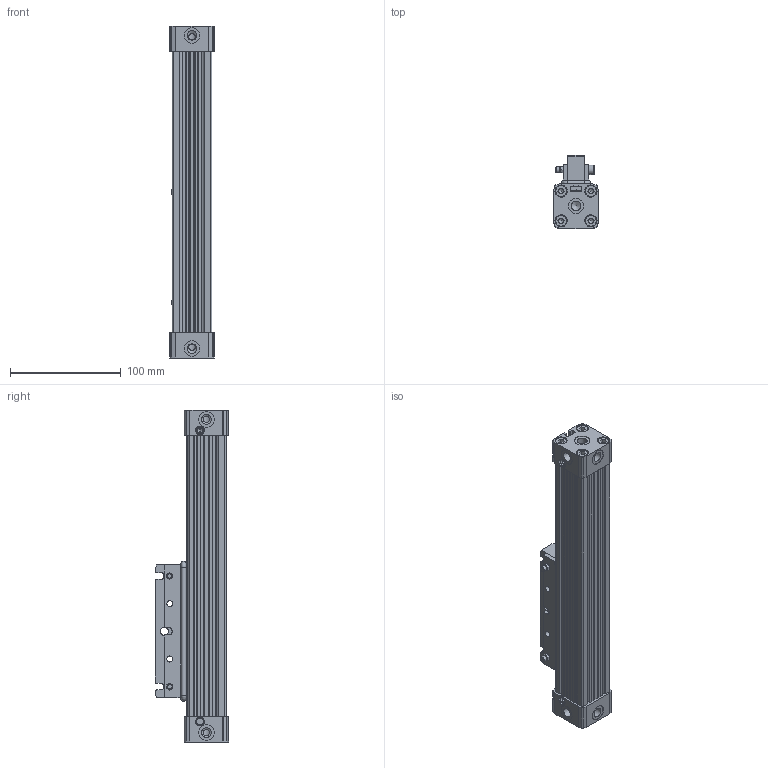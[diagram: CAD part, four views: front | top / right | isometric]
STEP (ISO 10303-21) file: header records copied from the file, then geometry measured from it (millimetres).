
FILE_DESCRIPTION(/* implementation_level */ '2;1');
FILE_NAME(/* name */ 'PL25 - P1 - 0100.stp',/* time_stamp */ '18-Jan-2021 09:33:42',/* author */ ('MEDAN GmbH-H.By.'),/* organization */ (''), /* preprocessor_version */ 'ST-DEVELOPER v11',/* originating_system */ 'SIEMENS PLM Software NX 7.5',/* authorisation */ '');
FILE_SCHEMA (('AUTOMOTIVE_DESIGN { 1 0 10303 214 1 1 1 1 }'));
Bounding box: 40 x 66 x 300 mm (x, y, z)
Volume: 330576.7 mm3; surface area: 154675.4 mm2
Topology: 25 solids, 25 shells, 910 faces, 2336 edges, 1509 vertices
Faces by surface type: plane 485, cylinder 293, cone 106, torus 26
Full cylindrical faces by diameter (mm): 2 x1, 2.5 x1, 2.874 x4, 3.1 x4, 3.5 x4, 4 x2, 4.2 x12, 4.351 x3, 4.5 x5, 4.826 x8, 5 x2, 5.5 x12, 6 x10, 7.3 x1, 7.5 x8, 7.6 x8, 8 x2, 8.5 x2, 8.6 x3, 8.666 x3, 10.5 x8, 11 x8, 14 x6, 25 x1
Entity records: 20401 total; most frequent: CRTPNT 3858, DRCTN 3118, ORNEDG 2858, EDGCRV 1429, A2PL3D 1143, VRTPNT 1000, LINE 832, VECTOR 832
